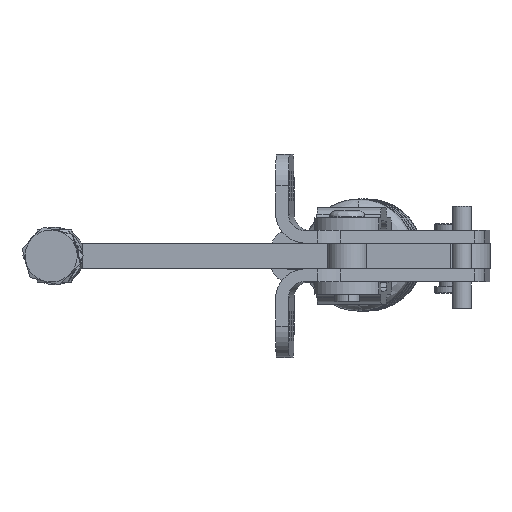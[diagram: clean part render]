
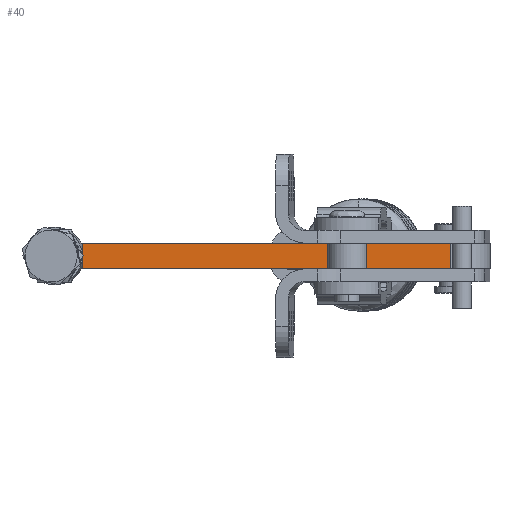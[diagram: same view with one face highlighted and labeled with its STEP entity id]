
A CAD part, front view. The second image highlights one B-rep face of the part: STEP entity #40.
In plain terms, the highlighted face is planar.
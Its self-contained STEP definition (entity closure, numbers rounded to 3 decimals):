
#40 = ADVANCED_FACE ( 'NONE', ( #4273 ), #1226, .T. ) ;
#303 = CARTESIAN_POINT ( 'NONE',  ( 394.152, 186.878, -3.18 ) ) ;
#839 = CARTESIAN_POINT ( 'NONE',  ( 302.152, 186.878, -3.18 ) ) ;
#968 = LINE ( 'NONE', #303, #10122 ) ;
#1226 = PLANE ( 'NONE',  #6958 ) ;
#1437 = LINE ( 'NONE', #8795, #4258 ) ;
#1564 = DIRECTION ( 'NONE',  ( 1., 0., 0. ) ) ;
#2194 = EDGE_CURVE ( 'NONE', #4223, #4178, #1437, .T. ) ;
#3030 = VERTEX_POINT ( 'NONE', #8595 ) ;
#3575 = DIRECTION ( 'NONE',  ( 0., 0., -1. ) ) ;
#3791 = LINE ( 'NONE', #6694, #10698 ) ;
#4099 = CARTESIAN_POINT ( 'NONE',  ( 394.152, 186.878, -3.18 ) ) ;
#4178 = VERTEX_POINT ( 'NONE', #839 ) ;
#4216 = VECTOR ( 'NONE', #6477, 1000. ) ;
#4223 = VERTEX_POINT ( 'NONE', #8518 ) ;
#4258 = VECTOR ( 'NONE', #3575, 1000. ) ;
#4273 = FACE_OUTER_BOUND ( 'NONE', #4662, .T. ) ;
#4630 = EDGE_CURVE ( 'NONE', #3030, #4223, #7038, .T. ) ;
#4662 = EDGE_LOOP ( 'NONE', ( #9524, #9246, #9571, #4969 ) ) ;
#4969 = ORIENTED_EDGE ( 'NONE', *, *, #2194, .T. ) ;
#5390 = DIRECTION ( 'NONE',  ( 0., 0., -1. ) ) ;
#5603 = CARTESIAN_POINT ( 'NONE',  ( 394.152, 186.878, 3.18 ) ) ;
#5789 = CARTESIAN_POINT ( 'NONE',  ( 394.152, 186.878, -3.18 ) ) ;
#6157 = DIRECTION ( 'NONE',  ( 1., 0., 0. ) ) ;
#6213 = EDGE_CURVE ( 'NONE', #4178, #11059, #3791, .T. ) ;
#6477 = DIRECTION ( 'NONE',  ( -1., 0., 0. ) ) ;
#6694 = CARTESIAN_POINT ( 'NONE',  ( 351.001, 186.878, -3.18 ) ) ;
#6846 = EDGE_CURVE ( 'NONE', #3030, #11059, #968, .T. ) ;
#6958 = AXIS2_PLACEMENT_3D ( 'NONE', #5789, #8448, #6157 ) ;
#7038 = LINE ( 'NONE', #5603, #4216 ) ;
#8448 = DIRECTION ( 'NONE',  ( 0., -1., 0. ) ) ;
#8518 = CARTESIAN_POINT ( 'NONE',  ( 302.152, 186.878, 3.18 ) ) ;
#8595 = CARTESIAN_POINT ( 'NONE',  ( 394.152, 186.878, 3.18 ) ) ;
#8795 = CARTESIAN_POINT ( 'NONE',  ( 302.152, 186.878, -3.18 ) ) ;
#9246 = ORIENTED_EDGE ( 'NONE', *, *, #6846, .F. ) ;
#9524 = ORIENTED_EDGE ( 'NONE', *, *, #6213, .T. ) ;
#9571 = ORIENTED_EDGE ( 'NONE', *, *, #4630, .T. ) ;
#10122 = VECTOR ( 'NONE', #5390, 1000. ) ;
#10698 = VECTOR ( 'NONE', #1564, 1000. ) ;
#11059 = VERTEX_POINT ( 'NONE', #4099 ) ;
